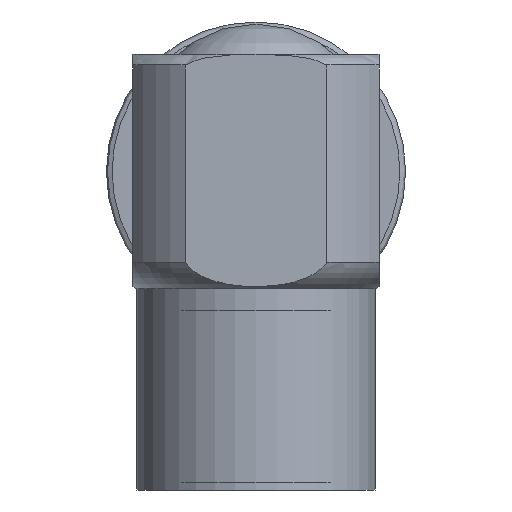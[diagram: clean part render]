
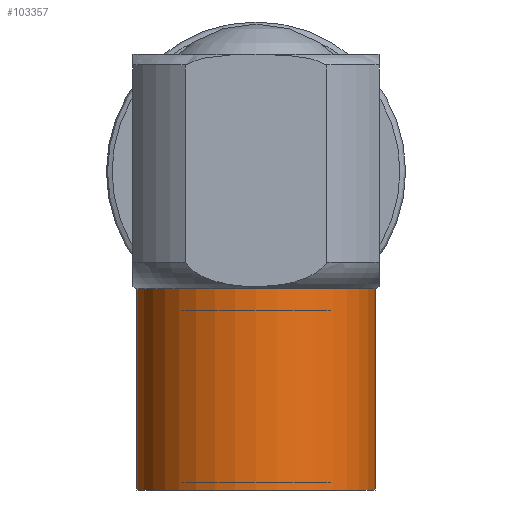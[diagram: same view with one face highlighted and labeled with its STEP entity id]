
A CAD part, front view. The second image highlights one B-rep face of the part: STEP entity #103357.
In plain terms, the highlighted cylindrical face has radius 3.15 mm (diameter 6.3 mm), a full revolution.
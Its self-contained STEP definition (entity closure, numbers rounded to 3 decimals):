
#15418=ORIENTED_EDGE('',*,*,#37268,.T.);
#15419=ORIENTED_EDGE('',*,*,#37266,.T.);
#37266=EDGE_CURVE('',#48196,#48196,#54022,.T.);
#37268=EDGE_CURVE('',#48198,#48198,#54024,.T.);
#48196=VERTEX_POINT('',#117167);
#48198=VERTEX_POINT('',#117175);
#54022=CIRCLE('',#108688,3.15);
#54024=CIRCLE('',#108694,3.15);
#54816=EDGE_LOOP('',(#15418));
#54817=EDGE_LOOP('',(#15419));
#60394=FACE_BOUND('',#54816,.T.);
#60395=FACE_BOUND('',#54817,.T.);
#65958=CYLINDRICAL_SURFACE('',#108693,3.15);
#103357=ADVANCED_FACE('',(#60394,#60395),#65958,.T.);
#108688=AXIS2_PLACEMENT_3D('',#117166,#111213,#111214);
#108693=AXIS2_PLACEMENT_3D('',#117173,#111223,#111224);
#108694=AXIS2_PLACEMENT_3D('',#117174,#111225,#111226);
#111213=DIRECTION('',(0.,0.,-1.));
#111214=DIRECTION('',(0.,1.,0.));
#111223=DIRECTION('',(0.,0.,1.));
#111224=DIRECTION('',(0.,-1.,0.));
#111225=DIRECTION('',(0.,0.,1.));
#111226=DIRECTION('',(1.,0.,0.));
#117166=CARTESIAN_POINT('',(0.,-70.09,-3.095));
#117167=CARTESIAN_POINT('',(0.,-66.94,-3.095));
#117173=CARTESIAN_POINT('',(0.,-70.09,-8.405));
#117174=CARTESIAN_POINT('',(0.,-70.09,-8.405));
#117175=CARTESIAN_POINT('',(3.15,-70.09,-8.405));
